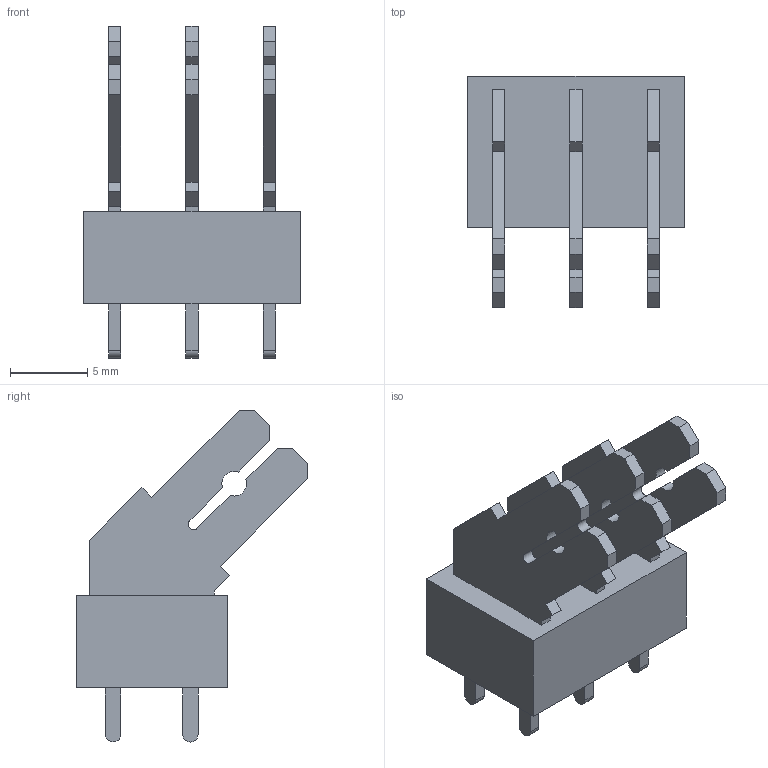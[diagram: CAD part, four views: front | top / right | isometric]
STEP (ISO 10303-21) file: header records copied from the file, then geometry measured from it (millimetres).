
FILE_DESCRIPTION(('CATIA V5 STEP Exchange','CAx-IF Rec.Pracs.--- Model Styling and Organization---1.2---2011-12-15'),'2;1');
FILE_NAME ('D1464958_0_9511800000_9511800000.stp','2018-08-31T15:48:38+00:00',('none'),('Weidmueller'),'CATIA Version 5-6 Release 2014','CATIA V5 STEP AP214','none');
FILE_SCHEMA(('AUTOMOTIVE_DESIGN { 1 0 10303 214 1 1 1 1 }'));
Length unit declared in the file: millimetre
Products named in the file (1): 9511800000
Bounding box: 14 x 15.01 x 21.5 mm (x, y, z)
Volume: 1050.3 mm3; surface area: 1550.7 mm2
Topology: 4 solids, 4 shells, 126 faces, 354 edges, 236 vertices
Faces by surface type: plane 111, cylinder 15
Entity records: 3648 total; most frequent: ORIENTED_EDGE 708, CARTESIAN_POINT 641, DIRECTION 454, EDGE_CURVE 354, VECTOR 324, LINE 324, VERTEX_POINT 236, EDGE_LOOP 138
